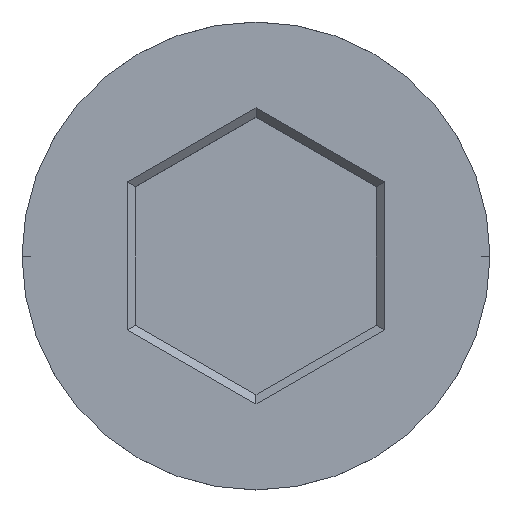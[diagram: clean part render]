
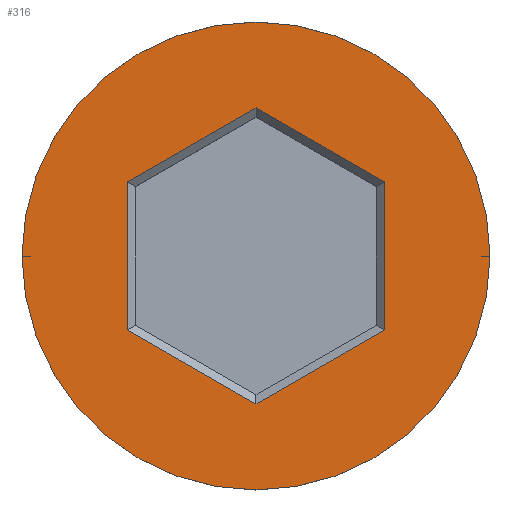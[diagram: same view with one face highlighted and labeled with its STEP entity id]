
A CAD part, top view. The second image highlights one B-rep face of the part: STEP entity #316.
In plain terms, the highlighted planar face has unit normal (0, 0, 1).
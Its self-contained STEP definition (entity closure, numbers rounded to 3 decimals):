
#1 = DIRECTION ( 'NONE',  ( 0.866, 0.5, 0. ) ) ;
#3 = VERTEX_POINT ( 'NONE', #788 ) ;
#8 = EDGE_CURVE ( 'NONE', #1042, #948, #1510, .T. ) ;
#11 = VERTEX_POINT ( 'NONE', #1185 ) ;
#40 = VECTOR ( 'NONE', #1519, 1000. ) ;
#57 = LINE ( 'NONE', #648, #1377 ) ;
#64 = AXIS2_PLACEMENT_3D ( 'NONE', #949, #826, #1581 ) ;
#73 = VERTEX_POINT ( 'NONE', #381 ) ;
#130 = CARTESIAN_POINT ( 'NONE',  ( 0., 0., 0. ) ) ;
#186 = EDGE_CURVE ( 'NONE', #3, #73, #1082, .T. ) ;
#236 = CARTESIAN_POINT ( 'NONE',  ( 3.15, -1.819, 0. ) ) ;
#250 = FACE_BOUND ( 'NONE', #1305, .T. ) ;
#252 = ORIENTED_EDGE ( 'NONE', *, *, #186, .T. ) ;
#266 = CARTESIAN_POINT ( 'NONE',  ( -3.05, -1.876, 0. ) ) ;
#316 = ADVANCED_FACE ( 'NONE', ( #250, #1582 ), #725, .T. ) ;
#371 = EDGE_LOOP ( 'NONE', ( #840, #530 ) ) ;
#379 = DIRECTION ( 'NONE',  ( -0.866, 0.5, 0. ) ) ;
#381 = CARTESIAN_POINT ( 'NONE',  ( -3.15, -1.819, 0. ) ) ;
#422 = CARTESIAN_POINT ( 'NONE',  ( 3.05, 1.876, 0. ) ) ;
#437 = AXIS2_PLACEMENT_3D ( 'NONE', #1280, #1177, #669 ) ;
#473 = CARTESIAN_POINT ( 'NONE',  ( -3.15, 1.819, 0. ) ) ;
#477 = CIRCLE ( 'NONE', #64, 5.75 ) ;
#513 = LINE ( 'NONE', #641, #1247 ) ;
#530 = ORIENTED_EDGE ( 'NONE', *, *, #8, .T. ) ;
#547 = CARTESIAN_POINT ( 'NONE',  ( -5.75, 0., 0. ) ) ;
#554 = VECTOR ( 'NONE', #1, 1000. ) ;
#557 = DIRECTION ( 'NONE',  ( 0., 0., 1. ) ) ;
#568 = VERTEX_POINT ( 'NONE', #1472 ) ;
#641 = CARTESIAN_POINT ( 'NONE',  ( 3.15, -1.703, 0. ) ) ;
#648 = CARTESIAN_POINT ( 'NONE',  ( 0.1, -3.58, 0. ) ) ;
#649 = EDGE_CURVE ( 'NONE', #948, #1042, #477, .T. ) ;
#669 = DIRECTION ( 'NONE',  ( 1., 0., 0. ) ) ;
#712 = EDGE_CURVE ( 'NONE', #568, #11, #801, .T. ) ;
#725 = PLANE ( 'NONE',  #857 ) ;
#788 = CARTESIAN_POINT ( 'NONE',  ( 0., -3.637, 0. ) ) ;
#790 = DIRECTION ( 'NONE',  ( 1., 0., 0. ) ) ;
#801 = LINE ( 'NONE', #422, #40 ) ;
#809 = LINE ( 'NONE', #1304, #554 ) ;
#826 = DIRECTION ( 'NONE',  ( 0., 0., 1. ) ) ;
#838 = CARTESIAN_POINT ( 'NONE',  ( -3.15, 1.703, 0. ) ) ;
#840 = ORIENTED_EDGE ( 'NONE', *, *, #649, .T. ) ;
#857 = AXIS2_PLACEMENT_3D ( 'NONE', #130, #557, #790 ) ;
#891 = DIRECTION ( 'NONE',  ( 0., -1., 0. ) ) ;
#948 = VERTEX_POINT ( 'NONE', #1153 ) ;
#949 = CARTESIAN_POINT ( 'NONE',  ( 0., 0., 0. ) ) ;
#951 = EDGE_CURVE ( 'NONE', #1228, #3, #57, .T. ) ;
#975 = ORIENTED_EDGE ( 'NONE', *, *, #951, .T. ) ;
#1042 = VERTEX_POINT ( 'NONE', #547 ) ;
#1082 = LINE ( 'NONE', #266, #1586 ) ;
#1153 = CARTESIAN_POINT ( 'NONE',  ( 5.75, 0., 0. ) ) ;
#1177 = DIRECTION ( 'NONE',  ( 0., 0., 1. ) ) ;
#1182 = DIRECTION ( 'NONE',  ( -0.866, -0.5, 0. ) ) ;
#1183 = VERTEX_POINT ( 'NONE', #473 ) ;
#1185 = CARTESIAN_POINT ( 'NONE',  ( 3.15, 1.819, 0. ) ) ;
#1227 = EDGE_CURVE ( 'NONE', #1183, #568, #809, .T. ) ;
#1228 = VERTEX_POINT ( 'NONE', #236 ) ;
#1231 = LINE ( 'NONE', #838, #1430 ) ;
#1247 = VECTOR ( 'NONE', #891, 1000. ) ;
#1280 = CARTESIAN_POINT ( 'NONE',  ( 0., 0., 0. ) ) ;
#1304 = CARTESIAN_POINT ( 'NONE',  ( -0.1, 3.58, 0. ) ) ;
#1305 = EDGE_LOOP ( 'NONE', ( #252, #1481, #1397, #1521, #1330, #975 ) ) ;
#1330 = ORIENTED_EDGE ( 'NONE', *, *, #1368, .T. ) ;
#1368 = EDGE_CURVE ( 'NONE', #11, #1228, #513, .T. ) ;
#1377 = VECTOR ( 'NONE', #1182, 1000. ) ;
#1397 = ORIENTED_EDGE ( 'NONE', *, *, #1227, .T. ) ;
#1430 = VECTOR ( 'NONE', #1573, 1000. ) ;
#1472 = CARTESIAN_POINT ( 'NONE',  ( 0., 3.637, 0. ) ) ;
#1481 = ORIENTED_EDGE ( 'NONE', *, *, #1568, .T. ) ;
#1510 = CIRCLE ( 'NONE', #437, 5.75 ) ;
#1519 = DIRECTION ( 'NONE',  ( 0.866, -0.5, 0. ) ) ;
#1521 = ORIENTED_EDGE ( 'NONE', *, *, #712, .T. ) ;
#1568 = EDGE_CURVE ( 'NONE', #73, #1183, #1231, .T. ) ;
#1573 = DIRECTION ( 'NONE',  ( 0., 1., 0. ) ) ;
#1581 = DIRECTION ( 'NONE',  ( 1., 0., 0. ) ) ;
#1582 = FACE_OUTER_BOUND ( 'NONE', #371, .T. ) ;
#1586 = VECTOR ( 'NONE', #379, 1000. ) ;
